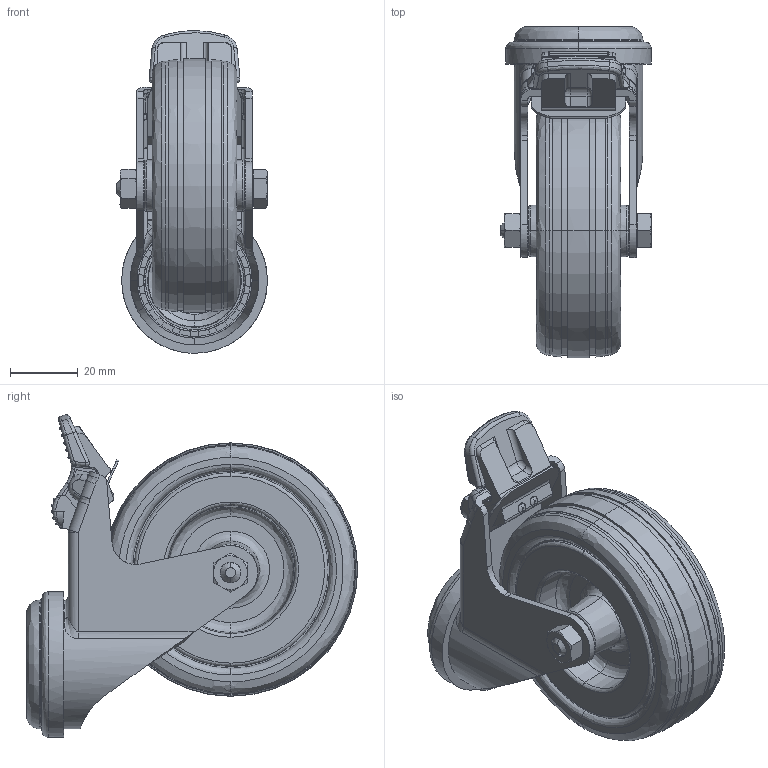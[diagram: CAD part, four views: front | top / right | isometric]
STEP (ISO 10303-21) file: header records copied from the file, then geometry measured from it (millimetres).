
FILE_DESCRIPTION (( 'STEP AP203' ), '1' );
FILE_NAME ('SF2302V.STEP', '2009-10-30T19:35:31', ( ' ' ), ( ' ' ), 'SwSTEP 2.0', 'SolidWorks 2009', '' );
FILE_SCHEMA (( 'CONFIG_CONTROL_DESIGN' ));
Products named in the file (1): SF2302V
Bounding box: 44.5 x 97.99 x 95.22 mm (x, y, z)
Surface area: 41010 mm2 (no closed solid volume)
Topology: 0 solids, 4 shells, 1016 faces, 2678 edges, 1690 vertices
Faces by surface type: plane 379, bspline 308, cylinder 255, cone 69, torus 5
Entity records: 68725 total; most frequent: CARTESIAN_POINT 47202, ORIENTED_EDGE 5290, DIRECTION 3161, EDGE_CURVE 2645, VERTEX_POINT 1690, B_SPLINE_CURVE_WITH_KNOTS 1165, EDGE_LOOP 1081, AXIS2_PLACEMENT_3D 1066
